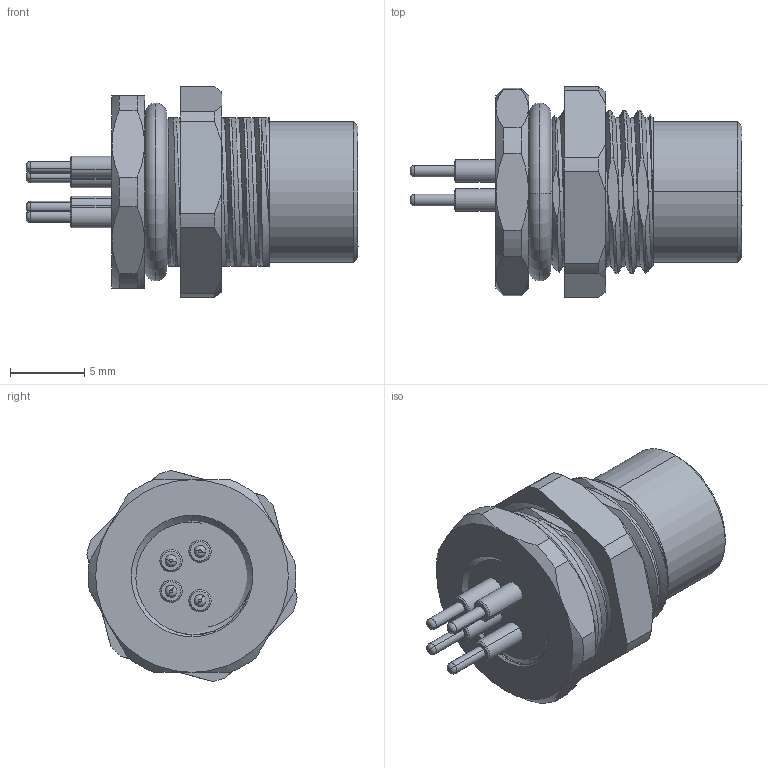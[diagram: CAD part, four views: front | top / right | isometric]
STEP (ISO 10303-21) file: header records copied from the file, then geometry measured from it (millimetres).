
FILE_DESCRIPTION (( 'STEP AP203' ), '1' );
FILE_NAME ('54-00278_A.STEP', '2022-05-10T18:12:23', ( '' ), ( '' ), 'SwSTEP 2.0', 'SolidWorks 2021', '' );
FILE_SCHEMA (( 'CONFIG_CONTROL_DESIGN' ));
Length unit declared in the file: millimetre
Products named in the file (7): 54-00278-02___; 54-00278-03___; 54-00278-04___; 54-00278-06___; 54-00278_A; 54-00278-05___; 54-00278-01___
Assembly tree (9 placements, depth 2):
  54-00278_A
    54-00278-01___
    54-00278-02___
    54-00278-03___  x4
    54-00278-04___
    54-00278-05___
    54-00278-06___
Bounding box: 22.4 x 14.2 x 14.23 mm (x, y, z)
Volume: 1526.7 mm3; surface area: 3179.9 mm2
Topology: 9 solids, 9 shells, 388 faces, 933 edges, 574 vertices
Faces by surface type: cylinder 170, plane 94, cone 54, bspline 36, torus 34
Entity records: 19231 total; most frequent: CARTESIAN_POINT 12301, ORIENTED_EDGE 1418, DIRECTION 1146, EDGE_CURVE 709, AXIS2_PLACEMENT_3D 467, VERTEX_POINT 439, EDGE_LOOP 318, ADVANCED_FACE 292
